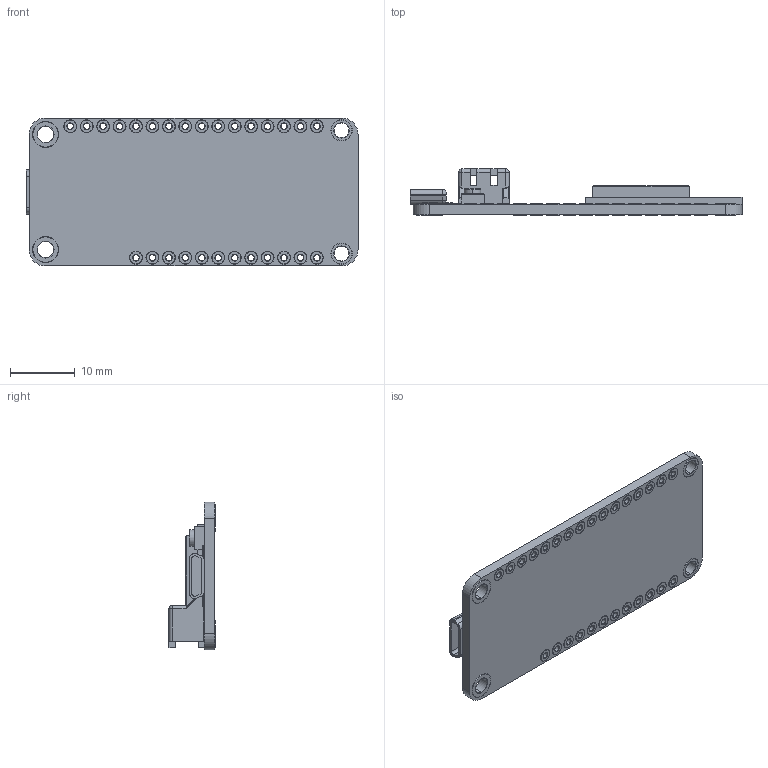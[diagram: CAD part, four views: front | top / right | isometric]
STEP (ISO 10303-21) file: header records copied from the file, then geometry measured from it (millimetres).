
FILE_DESCRIPTION (( 'STEP AP214' ), '1' );
FILE_NAME ('2821.STEP', '2018-03-30T12:19:51', ( '' ), ( '' ), 'SwSTEP 2.0', 'SolidWorks 2017', '' );
FILE_SCHEMA (( 'AUTOMOTIVE_DESIGN' ));
Length unit declared in the file: inch
Products named in the file (1): 2821
Bounding box: 51.28 x 7.11 x 22.86 mm (x, y, z)
Volume: 2769.5 mm3; surface area: 5381.8 mm2
Topology: 47 solids, 47 shells, 814 faces, 1855 edges, 1128 vertices
Faces by surface type: cylinder 298, torus 276, plane 234, bspline 4, sphere 2
Entity records: 29331 total; most frequent: DIRECTION 4531, CARTESIAN_POINT 4524, ORIENTED_EDGE 3698, AXIS2_PLACEMENT_3D 1907, EDGE_CURVE 1849, VERTEX_POINT 1128, CIRCLE 1096, EDGE_LOOP 945
